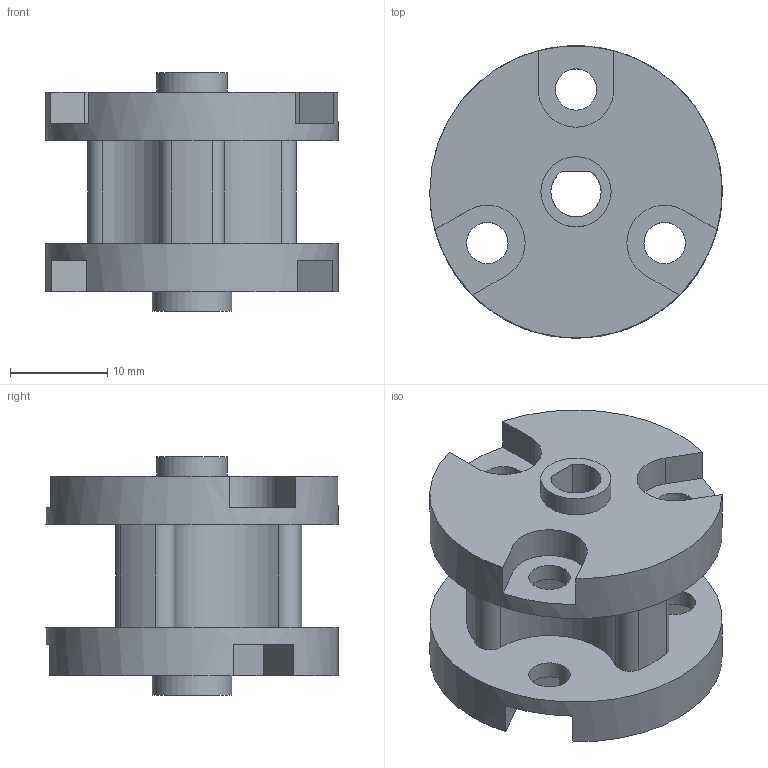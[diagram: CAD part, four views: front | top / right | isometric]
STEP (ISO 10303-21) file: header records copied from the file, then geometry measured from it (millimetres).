
FILE_DESCRIPTION(/* description */ (''),/* implementation_level */ '2;1');
FILE_NAME(/* name */ 'Rotor.step',/* time_stamp */ '2020-08-13T12:44:09+02:00',/* author */ (''),/* organization */ (''),/* preprocessor_version */ 'ST-DEVELOPER v18.1',/* originating_system */ 'Autodesk Translation Framework v9.3.0.1241',/* authorisation */ '');
FILE_SCHEMA (('AUTOMOTIVE_DESIGN { 1 0 10303 214 3 1 1 }'));
Length unit declared in the file: millimetre
Products named in the file (1): Roulement 3 minimal
Bounding box: 30 x 30 x 24.5 mm (x, y, z)
Volume: 7230.6 mm3; surface area: 5178.1 mm2
Topology: 2 solids, 2 shells, 61 faces, 162 edges, 108 vertices
Faces by surface type: plane 34, cylinder 27
Full cylindrical faces by diameter (mm): 4.25 x6, 5.15 x1, 7.2 x1, 8.15 x1, 30 x2
Entity records: 2009 total; most frequent: DIRECTION 354, CARTESIAN_POINT 332, ORIENTED_EDGE 324, EDGE_CURVE 162, AXIS2_PLACEMENT_3D 130, VERTEX_POINT 108, LINE 94, VECTOR 94
